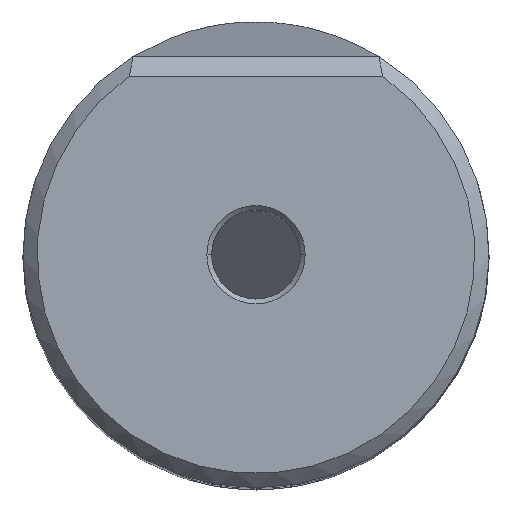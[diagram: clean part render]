
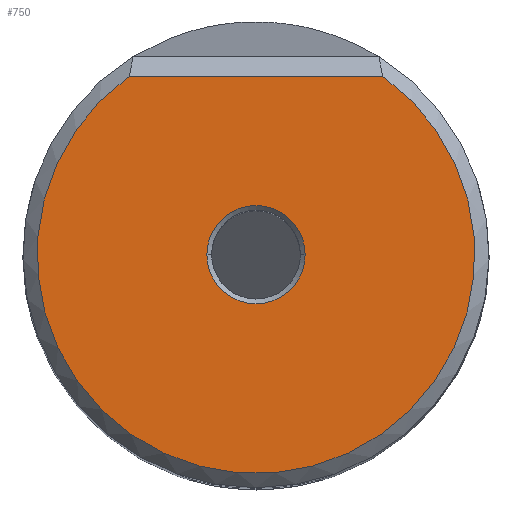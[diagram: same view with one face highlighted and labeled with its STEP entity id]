
A CAD part, top view. The second image highlights one B-rep face of the part: STEP entity #750.
In plain terms, the highlighted planar face has unit normal (0, 0, 1).
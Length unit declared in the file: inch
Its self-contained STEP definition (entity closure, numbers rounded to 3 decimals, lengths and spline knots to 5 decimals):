
#10 = DIRECTION ( 'NONE',  ( 0., 0., 1. ) ) ;
#23 = EDGE_CURVE ( 'NONE', #577, #465, #224, .T. ) ;
#49 = LINE ( 'NONE', #237, #97 ) ;
#57 = CIRCLE ( 'NONE', #439, 0.46213 ) ;
#61 = CARTESIAN_POINT ( 'NONE',  ( -0.26749, 0.37684, 0. ) ) ;
#62 = DIRECTION ( 'NONE',  ( 0., 0., -1. ) ) ;
#97 = VECTOR ( 'NONE', #795, 39.37008 ) ;
#110 = CIRCLE ( 'NONE', #161, 0.10375 ) ;
#144 = DIRECTION ( 'NONE',  ( 0., -1., 0. ) ) ;
#161 = AXIS2_PLACEMENT_3D ( 'NONE', #742, #196, #377 ) ;
#165 = EDGE_CURVE ( 'NONE', #465, #577, #110, .T. ) ;
#196 = DIRECTION ( 'NONE',  ( 0., 0., -1. ) ) ;
#220 = CARTESIAN_POINT ( 'NONE',  ( 0.26749, 0.37684, 0. ) ) ;
#222 = DIRECTION ( 'NONE',  ( 0., -1., 0. ) ) ;
#224 = CIRCLE ( 'NONE', #287, 0.10375 ) ;
#231 = VERTEX_POINT ( 'NONE', #220 ) ;
#237 = CARTESIAN_POINT ( 'NONE',  ( 0., 0.37684, 0. ) ) ;
#264 = ORIENTED_EDGE ( 'NONE', *, *, #479, .T. ) ;
#285 = FACE_BOUND ( 'NONE', #743, .T. ) ;
#287 = AXIS2_PLACEMENT_3D ( 'NONE', #435, #62, #609 ) ;
#307 = EDGE_LOOP ( 'NONE', ( #340, #264 ) ) ;
#311 = CARTESIAN_POINT ( 'NONE',  ( 0.10375, 0., 0. ) ) ;
#330 = DIRECTION ( 'NONE',  ( 0., 0., 1. ) ) ;
#340 = ORIENTED_EDGE ( 'NONE', *, *, #574, .T. ) ;
#377 = DIRECTION ( 'NONE',  ( 0., -1., 0. ) ) ;
#435 = CARTESIAN_POINT ( 'NONE',  ( 0., 0., 0. ) ) ;
#439 = AXIS2_PLACEMENT_3D ( 'NONE', #449, #10, #144 ) ;
#448 = VERTEX_POINT ( 'NONE', #61 ) ;
#449 = CARTESIAN_POINT ( 'NONE',  ( 0., 0., 0. ) ) ;
#458 = ORIENTED_EDGE ( 'NONE', *, *, #165, .T. ) ;
#465 = VERTEX_POINT ( 'NONE', #781 ) ;
#478 = ORIENTED_EDGE ( 'NONE', *, *, #23, .T. ) ;
#479 = EDGE_CURVE ( 'NONE', #231, #448, #49, .T. ) ;
#574 = EDGE_CURVE ( 'NONE', #448, #231, #57, .T. ) ;
#577 = VERTEX_POINT ( 'NONE', #311 ) ;
#609 = DIRECTION ( 'NONE',  ( 0., -1., 0. ) ) ;
#644 = CARTESIAN_POINT ( 'NONE',  ( 0., 0., 0. ) ) ;
#705 = FACE_OUTER_BOUND ( 'NONE', #307, .T. ) ;
#742 = CARTESIAN_POINT ( 'NONE',  ( 0., 0., 0. ) ) ;
#743 = EDGE_LOOP ( 'NONE', ( #478, #458 ) ) ;
#746 = AXIS2_PLACEMENT_3D ( 'NONE', #644, #330, #222 ) ;
#750 = ADVANCED_FACE ( 'NONE', ( #285, #705 ), #767, .T. ) ;
#767 = PLANE ( 'NONE',  #746 ) ;
#781 = CARTESIAN_POINT ( 'NONE',  ( -0.10375, 0., 0. ) ) ;
#795 = DIRECTION ( 'NONE',  ( -1., 0., 0. ) ) ;
